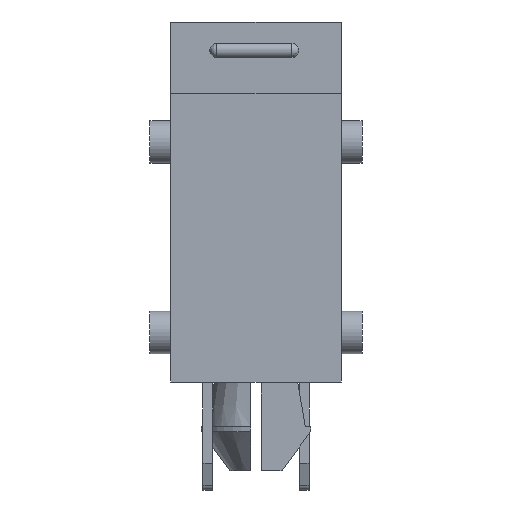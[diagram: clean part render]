
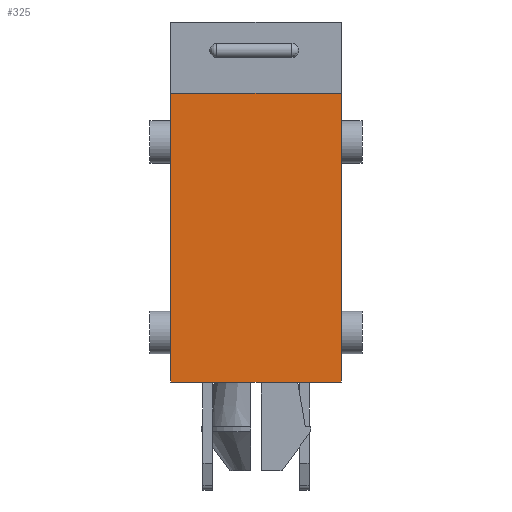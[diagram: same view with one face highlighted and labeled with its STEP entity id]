
A CAD part, left-side view. The second image highlights one B-rep face of the part: STEP entity #325.
In plain terms, the highlighted planar face has unit normal (-1, 0, 0).
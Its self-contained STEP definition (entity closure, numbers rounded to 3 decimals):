
#325 = ADVANCED_FACE ( 'NONE', ( #912 ), #3583, .F. ) ;
#569 = CARTESIAN_POINT ( 'NONE',  ( -8.65, 3.05, 0. ) ) ;
#678 = EDGE_CURVE ( 'NONE', #4736, #1207, #1626, .T. ) ;
#912 = FACE_OUTER_BOUND ( 'NONE', #3282, .T. ) ;
#934 = CARTESIAN_POINT ( 'NONE',  ( -8.65, 3.05, 6.45 ) ) ;
#963 = DIRECTION ( 'NONE',  ( 0., 0., -1. ) ) ;
#1039 = LINE ( 'NONE', #1795, #2278 ) ;
#1082 = DIRECTION ( 'NONE',  ( 0., -1., 0. ) ) ;
#1199 = LINE ( 'NONE', #3556, #1371 ) ;
#1207 = VERTEX_POINT ( 'NONE', #569 ) ;
#1264 = EDGE_CURVE ( 'NONE', #1207, #4038, #2964, .T. ) ;
#1268 = CARTESIAN_POINT ( 'NONE',  ( -8.65, 3.05, 0. ) ) ;
#1371 = VECTOR ( 'NONE', #963, 1000. ) ;
#1556 = EDGE_CURVE ( 'NONE', #4038, #2361, #1039, .T. ) ;
#1626 = LINE ( 'NONE', #1268, #4355 ) ;
#1635 = DIRECTION ( 'NONE',  ( 0., 0., 1. ) ) ;
#1746 = CARTESIAN_POINT ( 'NONE',  ( -8.65, 3.05, 6.45 ) ) ;
#1795 = CARTESIAN_POINT ( 'NONE',  ( -8.65, 3.05, 10.348 ) ) ;
#1975 = AXIS2_PLACEMENT_3D ( 'NONE', #1746, #3199, #2083 ) ;
#2083 = DIRECTION ( 'NONE',  ( 0., 0., -1. ) ) ;
#2105 = VECTOR ( 'NONE', #1635, 1000. ) ;
#2188 = CARTESIAN_POINT ( 'NONE',  ( -8.65, -3.05, 10.348 ) ) ;
#2202 = ORIENTED_EDGE ( 'NONE', *, *, #678, .F. ) ;
#2278 = VECTOR ( 'NONE', #1082, 1000. ) ;
#2361 = VERTEX_POINT ( 'NONE', #2188 ) ;
#2375 = ORIENTED_EDGE ( 'NONE', *, *, #4261, .F. ) ;
#2683 = CARTESIAN_POINT ( 'NONE',  ( -8.65, 3.05, 10.348 ) ) ;
#2964 = LINE ( 'NONE', #934, #2105 ) ;
#3199 = DIRECTION ( 'NONE',  ( 1., 0., 0. ) ) ;
#3282 = EDGE_LOOP ( 'NONE', ( #3858, #3564, #2202, #2375 ) ) ;
#3556 = CARTESIAN_POINT ( 'NONE',  ( -8.65, -3.05, 6.45 ) ) ;
#3564 = ORIENTED_EDGE ( 'NONE', *, *, #1264, .F. ) ;
#3583 = PLANE ( 'NONE',  #1975 ) ;
#3824 = DIRECTION ( 'NONE',  ( 0., 1., 0. ) ) ;
#3858 = ORIENTED_EDGE ( 'NONE', *, *, #1556, .F. ) ;
#4038 = VERTEX_POINT ( 'NONE', #2683 ) ;
#4261 = EDGE_CURVE ( 'NONE', #2361, #4736, #1199, .T. ) ;
#4355 = VECTOR ( 'NONE', #3824, 1000. ) ;
#4568 = CARTESIAN_POINT ( 'NONE',  ( -8.65, -3.05, 0. ) ) ;
#4736 = VERTEX_POINT ( 'NONE', #4568 ) ;
